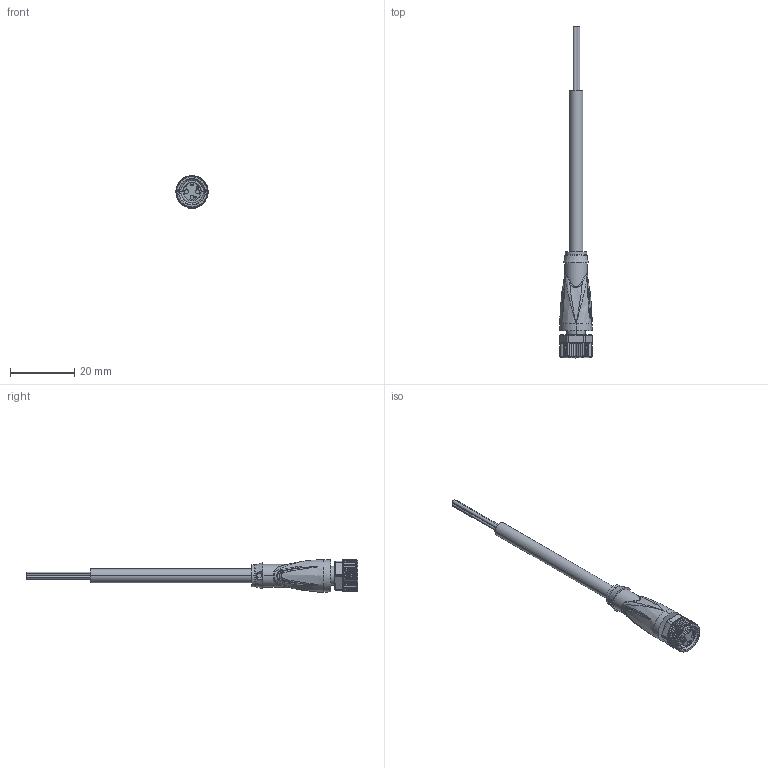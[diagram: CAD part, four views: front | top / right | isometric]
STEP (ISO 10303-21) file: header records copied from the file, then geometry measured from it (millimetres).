
FILE_DESCRIPTION(('STEP AP214'),'1');
FILE_NAME('cctmp_A8C58FAE-A84E-4A9A-9B8D-4B348DEF049E_2022_04_27_10_33_08_0309..stp','2022-04-27T08:33:13',('KiM GmbH'),('CADClick - www.CADClick.com'),'Spatial InterOp 3D postprocessed',' ','unknown authorization');
FILE_SCHEMA(('AUTOMOTIVE_DESIGN'));
Length unit declared in the file: millimetre
Products named in the file (7): T195563_1; Connection2; Cable; Connection1; Connection1_2; Connection1_1; T195563
Assembly tree (6 placements, depth 4):
  T195563
    T195563_1
      Connection2
      Cable
      Connection1
        Connection1_2
        Connection1_1
Bounding box: 10 x 103 x 10.15 mm (x, y, z)
Volume: 2687.5 mm3; surface area: 2731.4 mm2
Topology: 8 solids, 10 shells, 839 faces, 2174 edges, 1371 vertices
Faces by surface type: plane 392, torus 132, bspline 124, cylinder 107, cone 72, extrusion 12
Entity records: 77751 total; most frequent: CARTESIAN_POINT 51284, ORIENTED_EDGE 4340, DIRECTION 3674, EDGE_CURVE 2174, STYLED_ITEM 1924, PRESENTATION_STYLE_ASSIGNMENT 1924, VERTEX_POINT 1371, AXIS2_PLACEMENT_3D 1320
